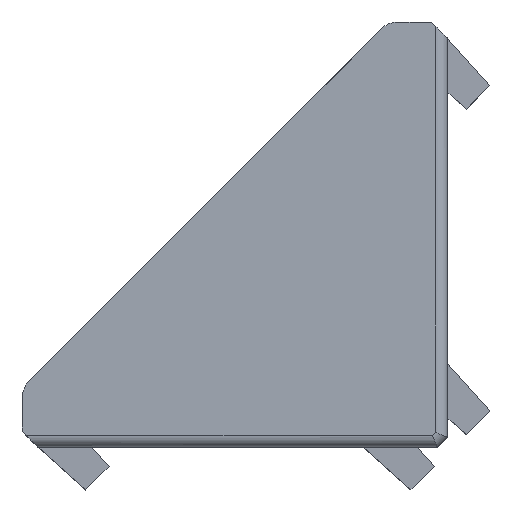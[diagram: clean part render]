
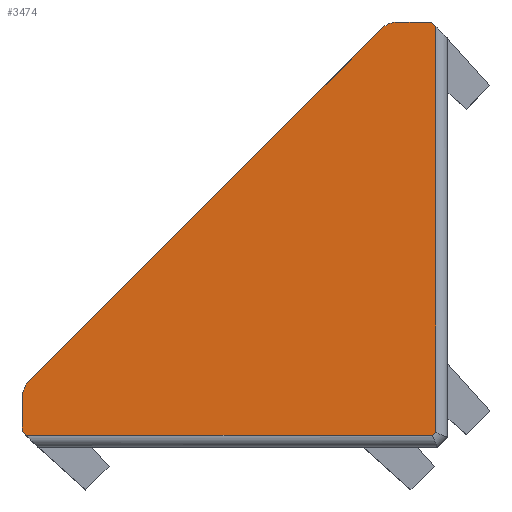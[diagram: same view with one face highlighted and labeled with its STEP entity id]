
A CAD part, top view. The second image highlights one B-rep face of the part: STEP entity #3474.
In plain terms, the highlighted planar face has unit normal (0.012, -0.012, 1).
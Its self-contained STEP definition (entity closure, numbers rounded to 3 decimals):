
#112 = CARTESIAN_POINT ( 'NONE',  ( -18., 2.092, 8.995 ) ) ;
#198 = VERTEX_POINT ( 'NONE', #3418 ) ;
#258 = CARTESIAN_POINT ( 'NONE',  ( -0.494, 17.818, 8.973 ) ) ;
#421 = CARTESIAN_POINT ( 'NONE',  ( -0.424, 0.494, 8.758 ) ) ;
#429 = VECTOR ( 'NONE', #1922, 1000. ) ;
#501 = CARTESIAN_POINT ( 'NONE',  ( -17.897, 2.609, 9. ) ) ;
#645 =( BOUNDED_CURVE ( )  B_SPLINE_CURVE ( 3, ( #1902, #4096, #2357, #4160 ),
 .UNSPECIFIED., .F., .F. ) 
 B_SPLINE_CURVE_WITH_KNOTS ( ( 4, 4 ),
 ( 2.356, 3.142 ),
 .UNSPECIFIED. ) 
 CURVE ( )  GEOMETRIC_REPRESENTATION_ITEM ( )  RATIONAL_B_SPLINE_CURVE ( ( 1., 0.949, 0.949, 1. ) ) 
 REPRESENTATION_ITEM ( '' )  );
#657 = DIRECTION ( 'NONE',  ( -1., 0., 0.012 ) ) ;
#737 = FACE_OUTER_BOUND ( 'NONE', #758, .T. ) ;
#755 = DIRECTION ( 'NONE',  ( 0., 1., 0.012 ) ) ;
#758 = EDGE_LOOP ( 'NONE', ( #2275, #4540, #3191, #1547, #2038, #3735, #1405, #3632, #3929, #3378 ) ) ;
#769 = LINE ( 'NONE', #421, #2678 ) ;
#773 = VECTOR ( 'NONE', #755, 1000. ) ;
#782 = CARTESIAN_POINT ( 'NONE',  ( -18., 2.092, 8.995 ) ) ;
#972 = VERTEX_POINT ( 'NONE', #1638 ) ;
#1281 = EDGE_CURVE ( 'NONE', #2708, #2676, #769, .T. ) ;
#1284 = VERTEX_POINT ( 'NONE', #3770 ) ;
#1334 = CARTESIAN_POINT ( 'NONE',  ( -0.676, 18., 8.977 ) ) ;
#1384 = EDGE_CURVE ( 'NONE', #1284, #1462, #1433, .T. ) ;
#1386 = CARTESIAN_POINT ( 'NONE',  ( -18., 0.676, 8.977 ) ) ;
#1405 = ORIENTED_EDGE ( 'NONE', *, *, #1666, .T. ) ;
#1433 =( BOUNDED_CURVE ( )  B_SPLINE_CURVE ( 3, ( #4401, #501, #3597, #112 ),
 .UNSPECIFIED., .F., .T. ) 
 B_SPLINE_CURVE_WITH_KNOTS ( ( 4, 4 ),
 ( 3.142, 3.927 ),
 .UNSPECIFIED. ) 
 CURVE ( )  GEOMETRIC_REPRESENTATION_ITEM ( )  RATIONAL_B_SPLINE_CURVE ( ( 1., 0.949, 0.949, 1. ) ) 
 REPRESENTATION_ITEM ( '' )  );
#1462 = VERTEX_POINT ( 'NONE', #3650 ) ;
#1547 = ORIENTED_EDGE ( 'NONE', *, *, #1741, .T. ) ;
#1621 = DIRECTION ( 'NONE',  ( -0.707, -0.707, 0. ) ) ;
#1638 = CARTESIAN_POINT ( 'NONE',  ( -2.799, 17.707, 9. ) ) ;
#1647 = CARTESIAN_POINT ( 'NONE',  ( -0.494, 17.324, 8.967 ) ) ;
#1666 = EDGE_CURVE ( 'NONE', #198, #972, #645, .T. ) ;
#1680 = LINE ( 'NONE', #4829, #4503 ) ;
#1741 = EDGE_CURVE ( 'NONE', #5335, #2047, #4575, .T. ) ;
#1902 = CARTESIAN_POINT ( 'NONE',  ( -2.092, 18., 8.995 ) ) ;
#1922 = DIRECTION ( 'NONE',  ( 0.707, 0.707, 0. ) ) ;
#1967 = CARTESIAN_POINT ( 'NONE',  ( -2.799, 17.707, 9. ) ) ;
#2021 = EDGE_CURVE ( 'NONE', #4557, #198, #5348, .T. ) ;
#2038 = ORIENTED_EDGE ( 'NONE', *, *, #2480, .T. ) ;
#2047 = VERTEX_POINT ( 'NONE', #258 ) ;
#2051 = PLANE ( 'NONE',  #4042 ) ;
#2119 = CARTESIAN_POINT ( 'NONE',  ( -17.818, 0.494, 8.973 ) ) ;
#2180 = LINE ( 'NONE', #3896, #429 ) ;
#2247 = LINE ( 'NONE', #1334, #3681 ) ;
#2275 = ORIENTED_EDGE ( 'NONE', *, *, #4033, .T. ) ;
#2357 = CARTESIAN_POINT ( 'NONE',  ( -2.609, 17.897, 9. ) ) ;
#2480 = EDGE_CURVE ( 'NONE', #2047, #4557, #2247, .T. ) ;
#2676 = VERTEX_POINT ( 'NONE', #3508 ) ;
#2678 = VECTOR ( 'NONE', #5463, 1000. ) ;
#2708 = VERTEX_POINT ( 'NONE', #2119 ) ;
#2741 = EDGE_CURVE ( 'NONE', #2676, #5335, #2180, .T. ) ;
#2967 = CARTESIAN_POINT ( 'NONE',  ( -0.494, 0.625, 8.761 ) ) ;
#3036 = CARTESIAN_POINT ( 'NONE',  ( -0.676, 18., 8.977 ) ) ;
#3191 = ORIENTED_EDGE ( 'NONE', *, *, #2741, .T. ) ;
#3349 = DIRECTION ( 'NONE',  ( 0.707, -0.707, -0.017 ) ) ;
#3350 = DIRECTION ( 'NONE',  ( 0., -1., -0.012 ) ) ;
#3378 = ORIENTED_EDGE ( 'NONE', *, *, #5092, .T. ) ;
#3418 = CARTESIAN_POINT ( 'NONE',  ( -2.092, 18., 8.995 ) ) ;
#3474 = ADVANCED_FACE ( 'NONE', ( #737 ), #2051, .T. ) ;
#3487 = DIRECTION ( 'NONE',  ( -0.707, -0.707, 0. ) ) ;
#3508 = CARTESIAN_POINT ( 'NONE',  ( -0.625, 0.494, 8.761 ) ) ;
#3597 = CARTESIAN_POINT ( 'NONE',  ( -18., 2.361, 8.998 ) ) ;
#3616 = VECTOR ( 'NONE', #3350, 1000. ) ;
#3632 = ORIENTED_EDGE ( 'NONE', *, *, #4928, .T. ) ;
#3650 = CARTESIAN_POINT ( 'NONE',  ( -18., 2.092, 8.995 ) ) ;
#3681 = VECTOR ( 'NONE', #3964, 1000. ) ;
#3735 = ORIENTED_EDGE ( 'NONE', *, *, #2021, .T. ) ;
#3765 = DIRECTION ( 'NONE',  ( 0.012, -0.012, 1. ) ) ;
#3770 = CARTESIAN_POINT ( 'NONE',  ( -17.707, 2.799, 9. ) ) ;
#3896 = CARTESIAN_POINT ( 'NONE',  ( -0.347, 0.772, 8.761 ) ) ;
#3929 = ORIENTED_EDGE ( 'NONE', *, *, #1384, .T. ) ;
#3964 = DIRECTION ( 'NONE',  ( -0.707, 0.707, 0.017 ) ) ;
#4033 = EDGE_CURVE ( 'NONE', #5522, #2708, #4657, .T. ) ;
#4042 = AXIS2_PLACEMENT_3D ( 'NONE', #1967, #3765, #1621 ) ;
#4096 = CARTESIAN_POINT ( 'NONE',  ( -2.361, 18., 8.998 ) ) ;
#4160 = CARTESIAN_POINT ( 'NONE',  ( -2.799, 17.707, 9. ) ) ;
#4185 = LINE ( 'NONE', #782, #3616 ) ;
#4233 = VECTOR ( 'NONE', #3349, 1000. ) ;
#4401 = CARTESIAN_POINT ( 'NONE',  ( -17.707, 2.799, 9. ) ) ;
#4503 = VECTOR ( 'NONE', #3487, 1000. ) ;
#4524 = CARTESIAN_POINT ( 'NONE',  ( -0.676, 18., 8.977 ) ) ;
#4540 = ORIENTED_EDGE ( 'NONE', *, *, #1281, .T. ) ;
#4557 = VERTEX_POINT ( 'NONE', #3036 ) ;
#4575 = LINE ( 'NONE', #1647, #773 ) ;
#4657 = LINE ( 'NONE', #4685, #4233 ) ;
#4685 = CARTESIAN_POINT ( 'NONE',  ( -18., 0.676, 8.977 ) ) ;
#4829 = CARTESIAN_POINT ( 'NONE',  ( -2.799, 17.707, 9. ) ) ;
#4928 = EDGE_CURVE ( 'NONE', #972, #1284, #1680, .T. ) ;
#5092 = EDGE_CURVE ( 'NONE', #1462, #5522, #4185, .T. ) ;
#5335 = VERTEX_POINT ( 'NONE', #2967 ) ;
#5348 = LINE ( 'NONE', #4524, #5452 ) ;
#5452 = VECTOR ( 'NONE', #657, 1000. ) ;
#5463 = DIRECTION ( 'NONE',  ( 1., 0., -0.012 ) ) ;
#5522 = VERTEX_POINT ( 'NONE', #1386 ) ;
